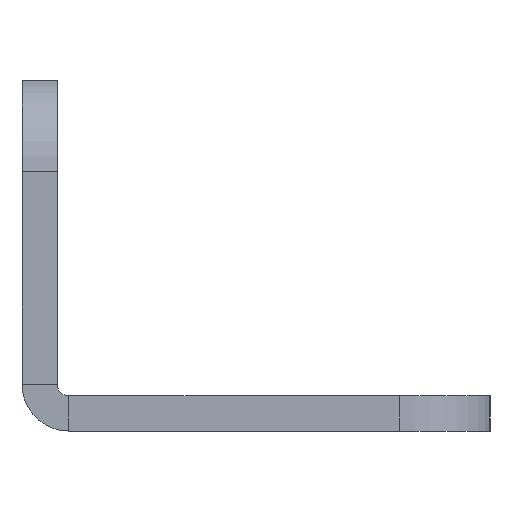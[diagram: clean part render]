
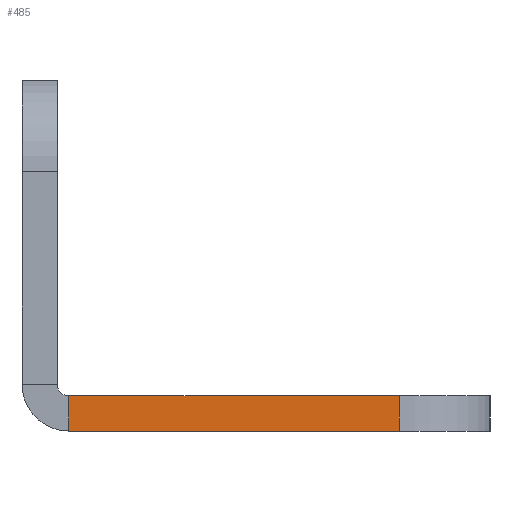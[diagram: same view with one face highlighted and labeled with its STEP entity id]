
A CAD part, left-side view. The second image highlights one B-rep face of the part: STEP entity #485.
In plain terms, the highlighted planar face has unit normal (-1, 0, 0).
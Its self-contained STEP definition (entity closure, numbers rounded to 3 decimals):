
#13 = CARTESIAN_POINT ( 'NONE',  ( -370., 36., -3. ) ) ;
#72 = CARTESIAN_POINT ( 'NONE',  ( -370., 7.746, -3. ) ) ;
#140 = DIRECTION ( 'NONE',  ( 0., 0., 1. ) ) ;
#212 = CARTESIAN_POINT ( 'NONE',  ( -370., 36., -3. ) ) ;
#217 = VECTOR ( 'NONE', #808, 1000. ) ;
#240 = LINE ( 'NONE', #630, #217 ) ;
#256 = VECTOR ( 'NONE', #652, 1000. ) ;
#258 = LINE ( 'NONE', #665, #256 ) ;
#303 = CARTESIAN_POINT ( 'NONE',  ( -370., 7.746, 0. ) ) ;
#318 = VECTOR ( 'NONE', #140, 1000. ) ;
#336 = LINE ( 'NONE', #1215, #318 ) ;
#356 = EDGE_CURVE ( 'NONE', #972, #1097, #511, .T. ) ;
#395 = FACE_OUTER_BOUND ( 'NONE', #768, .T. ) ;
#482 = VECTOR ( 'NONE', #766, 1000. ) ;
#485 = ADVANCED_FACE ( 'NONE', ( #395 ), #633, .T. ) ;
#511 = LINE ( 'NONE', #212, #482 ) ;
#630 = CARTESIAN_POINT ( 'NONE',  ( -370., 57.254, -3. ) ) ;
#633 = PLANE ( 'NONE',  #969 ) ;
#652 = DIRECTION ( 'NONE',  ( 0., -1., 0. ) ) ;
#653 = EDGE_CURVE ( 'NONE', #1065, #772, #336, .T. ) ;
#665 = CARTESIAN_POINT ( 'NONE',  ( -370., 57.254, 0. ) ) ;
#667 = DIRECTION ( 'NONE',  ( 0., 0., 1. ) ) ;
#766 = DIRECTION ( 'NONE',  ( 0., 0., -1. ) ) ;
#768 = EDGE_LOOP ( 'NONE', ( #1079, #1064, #832, #1104 ) ) ;
#772 = VERTEX_POINT ( 'NONE', #303 ) ;
#808 = DIRECTION ( 'NONE',  ( 0., -1., 0. ) ) ;
#832 = ORIENTED_EDGE ( 'NONE', *, *, #1041, .T. ) ;
#835 = DIRECTION ( 'NONE',  ( -1., 0., 0. ) ) ;
#872 = CARTESIAN_POINT ( 'NONE',  ( -370., 57.254, -3. ) ) ;
#885 = CARTESIAN_POINT ( 'NONE',  ( -370., 36., 0. ) ) ;
#969 = AXIS2_PLACEMENT_3D ( 'NONE', #872, #835, #667 ) ;
#972 = VERTEX_POINT ( 'NONE', #885 ) ;
#981 = EDGE_CURVE ( 'NONE', #972, #772, #258, .T. ) ;
#1041 = EDGE_CURVE ( 'NONE', #1097, #1065, #240, .T. ) ;
#1064 = ORIENTED_EDGE ( 'NONE', *, *, #356, .T. ) ;
#1065 = VERTEX_POINT ( 'NONE', #72 ) ;
#1079 = ORIENTED_EDGE ( 'NONE', *, *, #981, .F. ) ;
#1097 = VERTEX_POINT ( 'NONE', #13 ) ;
#1104 = ORIENTED_EDGE ( 'NONE', *, *, #653, .T. ) ;
#1215 = CARTESIAN_POINT ( 'NONE',  ( -370., 7.746, -3. ) ) ;
